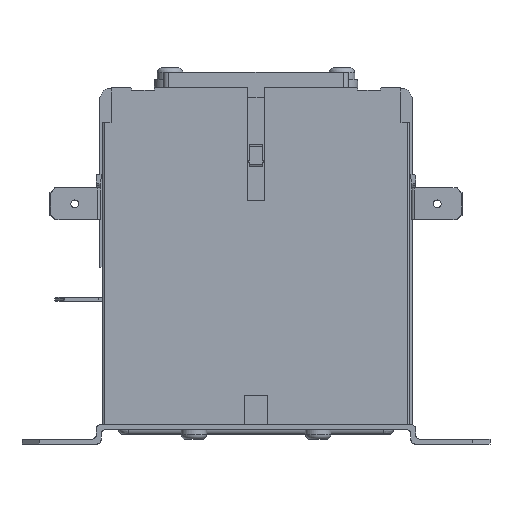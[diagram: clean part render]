
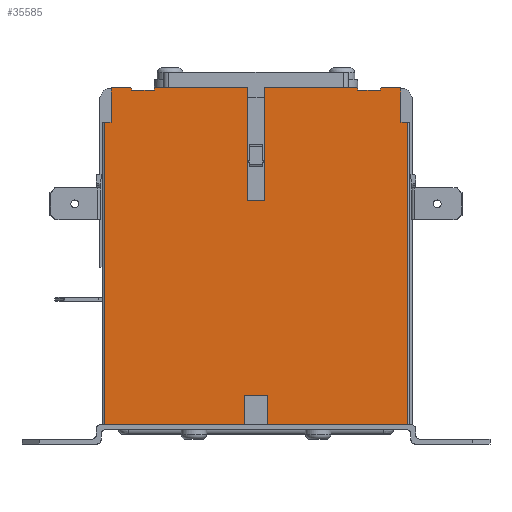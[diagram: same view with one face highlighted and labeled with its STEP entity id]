
A CAD part, left-side view. The second image highlights one B-rep face of the part: STEP entity #35585.
In plain terms, the highlighted planar face has unit normal (-1, 0, 0).
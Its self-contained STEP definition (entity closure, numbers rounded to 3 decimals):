
#2224=CIRCLE('',#37621,0.2);
#2225=CIRCLE('',#37624,0.2);
#2226=CIRCLE('',#37625,0.2);
#2227=CIRCLE('',#37626,0.2);
#3856=FACE_OUTER_BOUND('',#5555,.T.);
#5555=EDGE_LOOP('',(#24726,#24727,#24728,#24729,#24730,#24731,#24732,#24733,
#24734,#24735,#24736,#24737,#24738,#24739,#24740,#24741,#24742,#24743,#24744,
#24745,#24746,#24747,#24748,#24749,#24750,#24751,#24752,#24753));
#7767=LINE('',#56194,#11138);
#7794=LINE('',#56264,#11165);
#7797=LINE('',#56270,#11168);
#7798=LINE('',#56272,#11169);
#7799=LINE('',#56274,#11170);
#7800=LINE('',#56276,#11171);
#7801=LINE('',#56278,#11172);
#7802=LINE('',#56280,#11173);
#7803=LINE('',#56282,#11174);
#7804=LINE('',#56284,#11175);
#7805=LINE('',#56286,#11176);
#7806=LINE('',#56288,#11177);
#7807=LINE('',#56290,#11178);
#7808=LINE('',#56292,#11179);
#7809=LINE('',#56294,#11180);
#7810=LINE('',#56298,#11181);
#7811=LINE('',#56300,#11182);
#7812=LINE('',#56302,#11183);
#7813=LINE('',#56306,#11184);
#7814=LINE('',#56308,#11185);
#7815=LINE('',#56310,#11186);
#7816=LINE('',#56311,#11187);
#7817=LINE('',#56315,#11188);
#7818=LINE('',#56316,#11189);
#11138=VECTOR('',#42382,10.);
#11165=VECTOR('',#42431,10.);
#11168=VECTOR('',#42436,10.);
#11169=VECTOR('',#42437,10.);
#11170=VECTOR('',#42438,10.);
#11171=VECTOR('',#42439,10.);
#11172=VECTOR('',#42440,10.);
#11173=VECTOR('',#42441,10.);
#11174=VECTOR('',#42442,10.);
#11175=VECTOR('',#42443,10.);
#11176=VECTOR('',#42444,10.);
#11177=VECTOR('',#42445,10.);
#11178=VECTOR('',#42446,10.);
#11179=VECTOR('',#42447,10.);
#11180=VECTOR('',#42448,10.);
#11181=VECTOR('',#42451,10.);
#11182=VECTOR('',#42452,10.);
#11183=VECTOR('',#42453,10.);
#11184=VECTOR('',#42456,10.);
#11185=VECTOR('',#42457,10.);
#11186=VECTOR('',#42458,10.);
#11187=VECTOR('',#42459,10.);
#11188=VECTOR('',#42462,10.);
#11189=VECTOR('',#42463,10.);
#14631=VERTEX_POINT('',#56191);
#14632=VERTEX_POINT('',#56193);
#14662=VERTEX_POINT('',#56257);
#14663=VERTEX_POINT('',#56259);
#14664=VERTEX_POINT('',#56263);
#14666=VERTEX_POINT('',#56269);
#14667=VERTEX_POINT('',#56271);
#14668=VERTEX_POINT('',#56273);
#14669=VERTEX_POINT('',#56275);
#14670=VERTEX_POINT('',#56277);
#14671=VERTEX_POINT('',#56279);
#14672=VERTEX_POINT('',#56281);
#14673=VERTEX_POINT('',#56283);
#14674=VERTEX_POINT('',#56285);
#14675=VERTEX_POINT('',#56287);
#14676=VERTEX_POINT('',#56289);
#14677=VERTEX_POINT('',#56291);
#14678=VERTEX_POINT('',#56293);
#14679=VERTEX_POINT('',#56295);
#14680=VERTEX_POINT('',#56297);
#14681=VERTEX_POINT('',#56299);
#14682=VERTEX_POINT('',#56301);
#14683=VERTEX_POINT('',#56303);
#14684=VERTEX_POINT('',#56305);
#14685=VERTEX_POINT('',#56307);
#14686=VERTEX_POINT('',#56309);
#14687=VERTEX_POINT('',#56312);
#14688=VERTEX_POINT('',#56314);
#18393=EDGE_CURVE('',#14632,#14631,#7767,.T.);
#18426=EDGE_CURVE('',#14662,#14663,#2224,.T.);
#18428=EDGE_CURVE('',#14664,#14663,#7794,.T.);
#18431=EDGE_CURVE('',#14662,#14666,#7797,.T.);
#18432=EDGE_CURVE('',#14666,#14667,#7798,.T.);
#18433=EDGE_CURVE('',#14667,#14668,#7799,.T.);
#18434=EDGE_CURVE('',#14669,#14668,#7800,.T.);
#18435=EDGE_CURVE('',#14670,#14669,#7801,.T.);
#18436=EDGE_CURVE('',#14670,#14671,#7802,.T.);
#18437=EDGE_CURVE('',#14671,#14672,#7803,.T.);
#18438=EDGE_CURVE('',#14672,#14673,#7804,.T.);
#18439=EDGE_CURVE('',#14674,#14673,#7805,.T.);
#18440=EDGE_CURVE('',#14675,#14674,#7806,.T.);
#18441=EDGE_CURVE('',#14675,#14676,#7807,.T.);
#18442=EDGE_CURVE('',#14676,#14677,#7808,.T.);
#18443=EDGE_CURVE('',#14677,#14678,#7809,.T.);
#18444=EDGE_CURVE('',#14679,#14678,#2225,.T.);
#18445=EDGE_CURVE('',#14679,#14680,#7810,.T.);
#18446=EDGE_CURVE('',#14680,#14681,#7811,.T.);
#18447=EDGE_CURVE('',#14681,#14682,#7812,.T.);
#18448=EDGE_CURVE('',#14683,#14682,#2226,.T.);
#18449=EDGE_CURVE('',#14683,#14684,#7813,.T.);
#18450=EDGE_CURVE('',#14684,#14685,#7814,.T.);
#18451=EDGE_CURVE('',#14685,#14686,#7815,.T.);
#18452=EDGE_CURVE('',#14686,#14632,#7816,.T.);
#18453=EDGE_CURVE('',#14687,#14631,#2227,.T.);
#18454=EDGE_CURVE('',#14687,#14688,#7817,.T.);
#18455=EDGE_CURVE('',#14688,#14664,#7818,.T.);
#24726=ORIENTED_EDGE('',*,*,#18426,.F.);
#24727=ORIENTED_EDGE('',*,*,#18431,.T.);
#24728=ORIENTED_EDGE('',*,*,#18432,.T.);
#24729=ORIENTED_EDGE('',*,*,#18433,.T.);
#24730=ORIENTED_EDGE('',*,*,#18434,.F.);
#24731=ORIENTED_EDGE('',*,*,#18435,.F.);
#24732=ORIENTED_EDGE('',*,*,#18436,.T.);
#24733=ORIENTED_EDGE('',*,*,#18437,.T.);
#24734=ORIENTED_EDGE('',*,*,#18438,.T.);
#24735=ORIENTED_EDGE('',*,*,#18439,.F.);
#24736=ORIENTED_EDGE('',*,*,#18440,.F.);
#24737=ORIENTED_EDGE('',*,*,#18441,.T.);
#24738=ORIENTED_EDGE('',*,*,#18442,.T.);
#24739=ORIENTED_EDGE('',*,*,#18443,.T.);
#24740=ORIENTED_EDGE('',*,*,#18444,.F.);
#24741=ORIENTED_EDGE('',*,*,#18445,.T.);
#24742=ORIENTED_EDGE('',*,*,#18446,.T.);
#24743=ORIENTED_EDGE('',*,*,#18447,.T.);
#24744=ORIENTED_EDGE('',*,*,#18448,.F.);
#24745=ORIENTED_EDGE('',*,*,#18449,.T.);
#24746=ORIENTED_EDGE('',*,*,#18450,.T.);
#24747=ORIENTED_EDGE('',*,*,#18451,.T.);
#24748=ORIENTED_EDGE('',*,*,#18452,.T.);
#24749=ORIENTED_EDGE('',*,*,#18393,.T.);
#24750=ORIENTED_EDGE('',*,*,#18453,.F.);
#24751=ORIENTED_EDGE('',*,*,#18454,.T.);
#24752=ORIENTED_EDGE('',*,*,#18455,.T.);
#24753=ORIENTED_EDGE('',*,*,#18428,.T.);
#31732=PLANE('',#37623);
#35585=ADVANCED_FACE('',(#3856),#31732,.T.);
#37621=AXIS2_PLACEMENT_3D('',#56260,#42426,#42427);
#37623=AXIS2_PLACEMENT_3D('',#56268,#42434,#42435);
#37624=AXIS2_PLACEMENT_3D('',#56296,#42449,#42450);
#37625=AXIS2_PLACEMENT_3D('',#56304,#42454,#42455);
#37626=AXIS2_PLACEMENT_3D('',#56313,#42460,#42461);
#42382=DIRECTION('',(0.,1.,0.));
#42426=DIRECTION('center_axis',(1.,0.,0.));
#42427=DIRECTION('ref_axis',(0.,-0.707,0.707));
#42431=DIRECTION('',(0.,0.,1.));
#42434=DIRECTION('center_axis',(-1.,0.,0.));
#42435=DIRECTION('ref_axis',(0.,-1.,0.));
#42436=DIRECTION('',(0.,1.,0.));
#42437=DIRECTION('',(0.,0.,-1.));
#42438=DIRECTION('',(0.,1.,0.));
#42439=DIRECTION('',(0.,0.,1.));
#42440=DIRECTION('',(0.,1.,0.));
#42441=DIRECTION('',(0.,0.,1.));
#42442=DIRECTION('',(0.,-1.,0.));
#42443=DIRECTION('',(0.,0.,-1.));
#42444=DIRECTION('',(0.,1.,0.));
#42445=DIRECTION('',(0.,0.,-1.));
#42446=DIRECTION('',(0.,1.,0.));
#42447=DIRECTION('',(0.,0.,1.));
#42448=DIRECTION('',(0.,1.,0.));
#42449=DIRECTION('center_axis',(1.,0.,0.));
#42450=DIRECTION('ref_axis',(0.,0.707,0.707));
#42451=DIRECTION('',(0.,0.,-1.));
#42452=DIRECTION('',(0.,1.,0.));
#42453=DIRECTION('',(0.,0.,1.));
#42454=DIRECTION('center_axis',(1.,0.,0.));
#42455=DIRECTION('ref_axis',(0.,-0.707,0.707));
#42456=DIRECTION('',(0.,1.,0.));
#42457=DIRECTION('',(0.,0.,-1.));
#42458=DIRECTION('',(0.,1.,0.));
#42459=DIRECTION('',(0.,0.,1.));
#42460=DIRECTION('center_axis',(1.,0.,0.));
#42461=DIRECTION('ref_axis',(0.,0.707,0.707));
#42462=DIRECTION('',(0.,0.,-1.));
#42463=DIRECTION('',(0.,1.,0.));
#56191=CARTESIAN_POINT('',(-29.5,20.55,69.5));
#56193=CARTESIAN_POINT('',(-29.5,1.8,69.5));
#56194=CARTESIAN_POINT('',(-29.5,15.65,69.5));
#56257=CARTESIAN_POINT('',(-29.5,25.45,69.5));
#56259=CARTESIAN_POINT('',(-29.5,25.25,69.3));
#56260=CARTESIAN_POINT('Origin',(-29.5,25.45,69.3));
#56263=CARTESIAN_POINT('',(-29.5,25.25,69.));
#56264=CARTESIAN_POINT('',(-29.5,25.25,35.25));
#56268=CARTESIAN_POINT('Origin',(-29.5,31.3,1.));
#56269=CARTESIAN_POINT('',(-29.5,29.5,69.5));
#56270=CARTESIAN_POINT('',(-29.5,15.65,69.5));
#56271=CARTESIAN_POINT('',(-29.5,29.5,62.5));
#56272=CARTESIAN_POINT('',(-29.5,29.5,35.25));
#56273=CARTESIAN_POINT('',(-29.5,30.8,62.5));
#56274=CARTESIAN_POINT('',(-29.5,30.263,62.5));
#56275=CARTESIAN_POINT('',(-29.5,30.8,1.));
#56276=CARTESIAN_POINT('',(-29.5,30.8,1.));
#56277=CARTESIAN_POINT('',(-29.5,2.425,1.));
#56278=CARTESIAN_POINT('',(-29.5,15.65,1.));
#56279=CARTESIAN_POINT('',(-29.5,2.425,7.));
#56280=CARTESIAN_POINT('',(-29.5,2.425,4.));
#56281=CARTESIAN_POINT('',(-29.5,-2.425,7.));
#56282=CARTESIAN_POINT('',(-29.5,14.438,7.));
#56283=CARTESIAN_POINT('',(-29.5,-2.425,1.));
#56284=CARTESIAN_POINT('',(-29.5,-2.425,1.));
#56285=CARTESIAN_POINT('',(-29.5,-30.8,1.));
#56286=CARTESIAN_POINT('',(-29.5,15.65,1.));
#56287=CARTESIAN_POINT('',(-29.5,-30.8,62.5));
#56288=CARTESIAN_POINT('',(-29.5,-30.8,1.));
#56289=CARTESIAN_POINT('',(-29.5,-29.5,62.5));
#56290=CARTESIAN_POINT('',(-29.5,1.038,62.5));
#56291=CARTESIAN_POINT('',(-29.5,-29.5,69.5));
#56292=CARTESIAN_POINT('',(-29.5,-29.5,35.25));
#56293=CARTESIAN_POINT('',(-29.5,-25.45,69.5));
#56294=CARTESIAN_POINT('',(-29.5,15.65,69.5));
#56295=CARTESIAN_POINT('',(-29.5,-25.25,69.3));
#56296=CARTESIAN_POINT('Origin',(-29.5,-25.45,69.3));
#56297=CARTESIAN_POINT('',(-29.5,-25.25,69.));
#56298=CARTESIAN_POINT('',(-29.5,-25.25,35.));
#56299=CARTESIAN_POINT('',(-29.5,-20.75,69.));
#56300=CARTESIAN_POINT('',(-29.5,5.275,69.));
#56301=CARTESIAN_POINT('',(-29.5,-20.75,69.3));
#56302=CARTESIAN_POINT('',(-29.5,-20.75,35.25));
#56303=CARTESIAN_POINT('',(-29.5,-20.55,69.5));
#56304=CARTESIAN_POINT('Origin',(-29.5,-20.55,69.3));
#56305=CARTESIAN_POINT('',(-29.5,-1.8,69.5));
#56306=CARTESIAN_POINT('',(-29.5,15.65,69.5));
#56307=CARTESIAN_POINT('',(-29.5,-1.8,46.5));
#56308=CARTESIAN_POINT('',(-29.5,-1.8,23.75));
#56309=CARTESIAN_POINT('',(-29.5,1.8,46.5));
#56310=CARTESIAN_POINT('',(-29.5,16.55,46.5));
#56311=CARTESIAN_POINT('',(-29.5,1.8,35.25));
#56312=CARTESIAN_POINT('',(-29.5,20.75,69.3));
#56313=CARTESIAN_POINT('Origin',(-29.5,20.55,69.3));
#56314=CARTESIAN_POINT('',(-29.5,20.75,69.));
#56315=CARTESIAN_POINT('',(-29.5,20.75,35.));
#56316=CARTESIAN_POINT('',(-29.5,28.275,69.));
